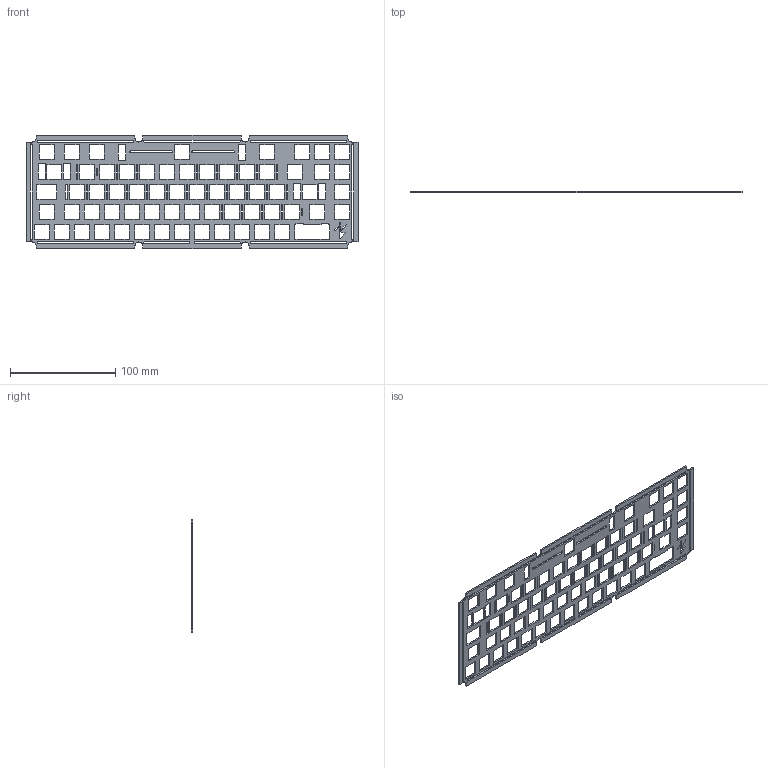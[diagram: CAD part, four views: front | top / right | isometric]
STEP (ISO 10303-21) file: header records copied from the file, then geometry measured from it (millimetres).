
FILE_DESCRIPTION (( 'STEP AP203' ), '1' );
FILE_NAME ('Plate Tsangan1.5.STEP', '2019-10-02T02:06:53', ( '' ), ( '' ), 'SwSTEP 2.0', 'SolidWorks 2018', '' );
FILE_SCHEMA (( 'CONFIG_CONTROL_DESIGN' ));
Length unit declared in the file: millimetre
Products named in the file (1): Plate Tsangan1.5
Bounding box: 315.75 x 1.5 x 107.7 mm (x, y, z)
Volume: 26803.9 mm3; surface area: 46698.6 mm2
Topology: 1 solids, 1 shells, 519 faces, 1551 edges, 1034 vertices
Faces by surface type: plane 467, cylinder 52
Entity records: 17702 total; most frequent: CARTESIAN_POINT 3105, ORIENTED_EDGE 3102, DIRECTION 2695, EDGE_CURVE 1551, LINE 1447, VECTOR 1447, VERTEX_POINT 1034, EDGE_LOOP 737
